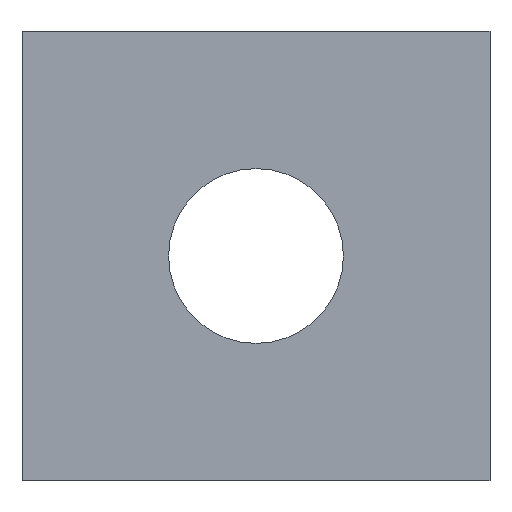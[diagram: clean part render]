
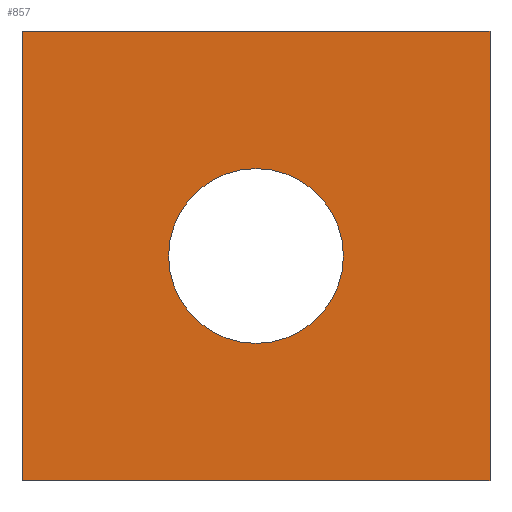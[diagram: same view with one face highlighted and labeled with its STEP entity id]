
A CAD part, front view. The second image highlights one B-rep face of the part: STEP entity #857.
In plain terms, the highlighted planar face has unit normal (0, -1, 0).
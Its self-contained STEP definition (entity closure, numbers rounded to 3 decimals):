
#25=FACE_BOUND('',#155,.T.);
#52=PLANE('',#919);
#61=CIRCLE('',#908,3.556);
#104=FACE_OUTER_BOUND('',#154,.T.);
#154=EDGE_LOOP('',(#784,#785,#786,#787));
#155=EDGE_LOOP('',(#788));
#192=LINE('',#1325,#283);
#201=LINE('',#1458,#292);
#269=LINE('',#2031,#360);
#270=LINE('',#2032,#361);
#283=VECTOR('',#960,10.);
#292=VECTOR('',#973,10.);
#360=VECTOR('',#1105,10.);
#361=VECTOR('',#1106,10.);
#387=VERTEX_POINT('',#1322);
#388=VERTEX_POINT('',#1324);
#397=VERTEX_POINT('',#1455);
#398=VERTEX_POINT('',#1457);
#436=VERTEX_POINT('',#2000);
#471=EDGE_CURVE('',#387,#388,#192,.T.);
#485=EDGE_CURVE('',#397,#398,#201,.T.);
#546=EDGE_CURVE('',#436,#436,#61,.T.);
#561=EDGE_CURVE('',#398,#387,#269,.T.);
#562=EDGE_CURVE('',#388,#397,#270,.T.);
#784=ORIENTED_EDGE('',*,*,#561,.F.);
#785=ORIENTED_EDGE('',*,*,#485,.F.);
#786=ORIENTED_EDGE('',*,*,#562,.F.);
#787=ORIENTED_EDGE('',*,*,#471,.F.);
#788=ORIENTED_EDGE('',*,*,#546,.T.);
#857=ADVANCED_FACE('',(#104,#25),#52,.T.);
#908=AXIS2_PLACEMENT_3D('',#2001,#1068,#1069);
#919=AXIS2_PLACEMENT_3D('',#2030,#1103,#1104);
#960=DIRECTION('',(1.,0.,0.));
#973=DIRECTION('',(-1.,0.,0.));
#1068=DIRECTION('center_axis',(0.,1.,0.));
#1069=DIRECTION('ref_axis',(1.,0.,0.));
#1103=DIRECTION('center_axis',(0.,-1.,0.));
#1104=DIRECTION('ref_axis',(1.,0.,0.));
#1105=DIRECTION('',(0.,0.,1.));
#1106=DIRECTION('',(0.,0.,-1.));
#1322=CARTESIAN_POINT('',(-9.525,-268.96,26.289));
#1324=CARTESIAN_POINT('',(9.525,-268.96,26.289));
#1325=CARTESIAN_POINT('',(-9.525,-268.96,26.289));
#1455=CARTESIAN_POINT('',(9.525,-268.96,8.001));
#1457=CARTESIAN_POINT('',(-9.525,-268.96,8.001));
#1458=CARTESIAN_POINT('',(9.525,-268.96,8.001));
#2000=CARTESIAN_POINT('',(-3.556,-268.96,17.145));
#2001=CARTESIAN_POINT('Origin',(0.,-268.96,
17.145));
#2030=CARTESIAN_POINT('Origin',(-9.525,-268.96,9.525));
#2031=CARTESIAN_POINT('',(-9.525,-268.96,24.765));
#2032=CARTESIAN_POINT('',(9.525,-268.96,9.525));
